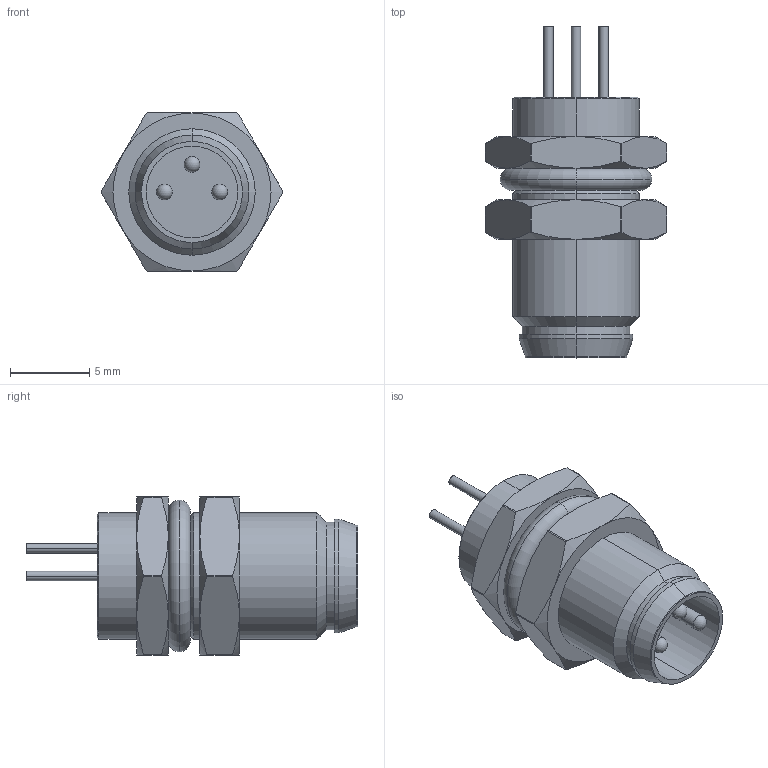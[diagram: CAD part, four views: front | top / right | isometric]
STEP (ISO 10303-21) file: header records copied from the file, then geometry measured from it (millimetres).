
FILE_DESCRIPTION((''),'2;1');
FILE_NAME('09-3403-81-03.stp','2005-03-29T11:09:52',('generator'),(''),'Autodesk Inventor 7','Autodesk Inventor 7','');
FILE_SCHEMA(('AUTOMOTIVE_DESIGN { 1 0 10303 214 1 1 1 1 }'));
Length unit declared in the file: millimetre
Products named in the file (1): 09-3403-81-03
Bounding box: 11.5 x 21 x 10 mm (x, y, z)
Volume: 793.9 mm3; surface area: 972.6 mm2
Topology: 1 solids, 1 shells, 116 faces, 262 edges, 158 vertices
Faces by surface type: cylinder 48, cone 34, plane 27, torus 4, sphere 3
Entity records: 3129 total; most frequent: CARTESIAN_POINT 615, DIRECTION 568, ORIENTED_EDGE 500, EDGE_CURVE 250, AXIS2_PLACEMENT_3D 249, VERTEX_POINT 152, CIRCLE 132, EDGE_LOOP 132
